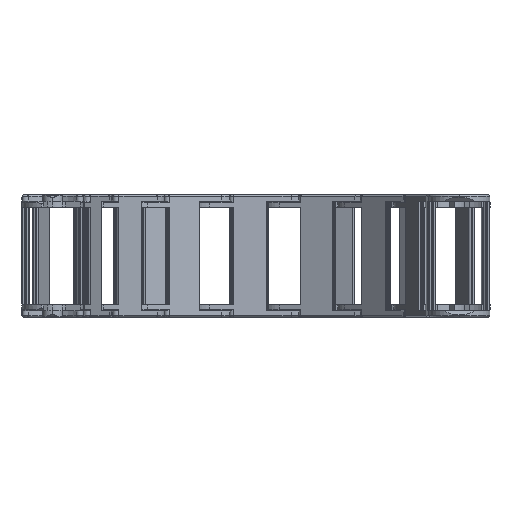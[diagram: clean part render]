
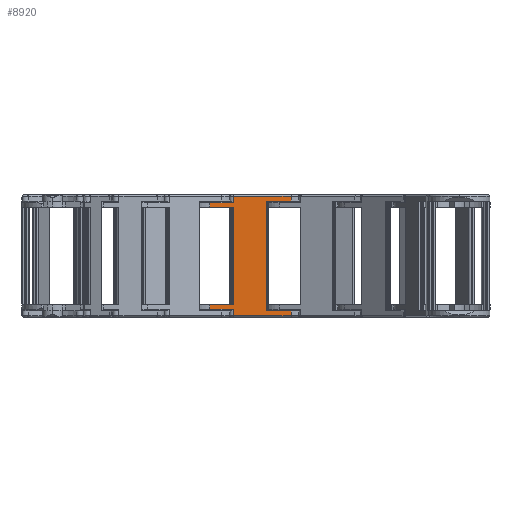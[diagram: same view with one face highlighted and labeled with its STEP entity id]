
A CAD part, left-side view. The second image highlights one B-rep face of the part: STEP entity #8920.
In plain terms, the highlighted face is planar.
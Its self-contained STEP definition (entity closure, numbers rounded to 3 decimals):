
#51 = EDGE_CURVE ( 'NONE', #7391, #1688, #6921, .T. ) ;
#80 = DIRECTION ( 'NONE',  ( -1., 0.016, 0.002 ) ) ;
#256 = LINE ( 'NONE', #635, #5863 ) ;
#514 = DIRECTION ( 'NONE',  ( -0.003, -0.052, -0.999 ) ) ;
#616 = EDGE_CURVE ( 'NONE', #8579, #4838, #1645, .T. ) ;
#632 = CARTESIAN_POINT ( 'NONE',  ( 67.951, -5.758, 2.96 ) ) ;
#635 = CARTESIAN_POINT ( 'NONE',  ( 51.401, -6.863, -23.223 ) ) ;
#649 = CARTESIAN_POINT ( 'NONE',  ( 79.468, -5.749, 6.683 ) ) ;
#672 = CARTESIAN_POINT ( 'NONE',  ( 79.458, -5.945, 2.938 ) ) ;
#683 = CARTESIAN_POINT ( 'NONE',  ( 67.808, -8.502, -49.468 ) ) ;
#774 = CARTESIAN_POINT ( 'NONE',  ( 67.951, -5.758, 2.96 ) ) ;
#786 = EDGE_CURVE ( 'NONE', #9030, #4736, #5992, .T. ) ;
#992 = EDGE_CURVE ( 'NONE', #4838, #7275, #4720, .T. ) ;
#1090 = EDGE_CURVE ( 'NONE', #9030, #8918, #256, .T. ) ;
#1135 = LINE ( 'NONE', #2741, #3774 ) ;
#1215 = DIRECTION ( 'NONE',  ( 0.003, 0.052, 0.999 ) ) ;
#1298 = ORIENTED_EDGE ( 'NONE', *, *, #51, .T. ) ;
#1376 = DIRECTION ( 'NONE',  ( -0.003, -0.052, -0.999 ) ) ;
#1406 = DIRECTION ( 'NONE',  ( -1., 0.016, 0.002 ) ) ;
#1421 = DIRECTION ( 'NONE',  ( 0.003, 0.052, 0.999 ) ) ;
#1469 = EDGE_CURVE ( 'NONE', #8918, #8468, #6290, .T. ) ;
#1572 = DIRECTION ( 'NONE',  ( -0.003, -0.052, -0.999 ) ) ;
#1619 = VERTEX_POINT ( 'NONE', #9520 ) ;
#1635 = VECTOR ( 'NONE', #3378, 1000. ) ;
#1645 = LINE ( 'NONE', #7427, #9263 ) ;
#1688 = VERTEX_POINT ( 'NONE', #774 ) ;
#1742 = CARTESIAN_POINT ( 'NONE',  ( 39.311, -8.197, -52.41 ) ) ;
#1877 = VERTEX_POINT ( 'NONE', #8237 ) ;
#1904 = EDGE_CURVE ( 'NONE', #3265, #1619, #2044, .T. ) ;
#1973 = ORIENTED_EDGE ( 'NONE', *, *, #6610, .T. ) ;
#2021 = CARTESIAN_POINT ( 'NONE',  ( 51.475, -5.452, 3.74 ) ) ;
#2044 = LINE ( 'NONE', #2344, #7327 ) ;
#2176 = ORIENTED_EDGE ( 'NONE', *, *, #8354, .F. ) ;
#2256 = ORIENTED_EDGE ( 'NONE', *, *, #1469, .T. ) ;
#2344 = CARTESIAN_POINT ( 'NONE',  ( 39.472, -5.139, 6.01 ) ) ;
#2564 = VECTOR ( 'NONE', #1406, 1000. ) ;
#2714 = VECTOR ( 'NONE', #4746, 1000. ) ;
#2741 = CARTESIAN_POINT ( 'NONE',  ( 67.888, -7.13, -23.254 ) ) ;
#3265 = VERTEX_POINT ( 'NONE', #5789 ) ;
#3312 = LINE ( 'NONE', #6638, #3417 ) ;
#3340 = ORIENTED_EDGE ( 'NONE', *, *, #6774, .F. ) ;
#3378 = DIRECTION ( 'NONE',  ( -1., 0.016, 0.002 ) ) ;
#3417 = VECTOR ( 'NONE', #8142, 1000. ) ;
#3544 = LINE ( 'NONE', #5812, #7224 ) ;
#3774 = VECTOR ( 'NONE', #4070, 1000. ) ;
#4070 = DIRECTION ( 'NONE',  ( 0.003, 0.052, 0.999 ) ) ;
#4153 = PLANE ( 'NONE',  #6074 ) ;
#4283 = CARTESIAN_POINT ( 'NONE',  ( 39.318, -8.079, -50.163 ) ) ;
#4352 = VERTEX_POINT ( 'NONE', #7654 ) ;
#4468 = VECTOR ( 'NONE', #1376, 1000. ) ;
#4469 = CARTESIAN_POINT ( 'NONE',  ( 79.46, -5.905, 3.687 ) ) ;
#4720 = LINE ( 'NONE', #9279, #1635 ) ;
#4736 = VERTEX_POINT ( 'NONE', #8817 ) ;
#4746 = DIRECTION ( 'NONE',  ( -1., 0.016, 0.002 ) ) ;
#4792 = LINE ( 'NONE', #5039, #7815 ) ;
#4838 = VERTEX_POINT ( 'NONE', #9395 ) ;
#4869 = EDGE_CURVE ( 'NONE', #6010, #1877, #8754, .T. ) ;
#4883 = DIRECTION ( 'NONE',  ( 0.016, 0.999, -0.052 ) ) ;
#5039 = CARTESIAN_POINT ( 'NONE',  ( 79.321, -8.571, -47.243 ) ) ;
#5098 = ORIENTED_EDGE ( 'NONE', *, *, #8373, .T. ) ;
#5161 = VERTEX_POINT ( 'NONE', #7724 ) ;
#5181 = ORIENTED_EDGE ( 'NONE', *, *, #5923, .T. ) ;
#5392 = ORIENTED_EDGE ( 'NONE', *, *, #1090, .T. ) ;
#5546 = CARTESIAN_POINT ( 'NONE',  ( 79.452, -6.062, 0.692 ) ) ;
#5573 = VECTOR ( 'NONE', #9421, 1000. ) ;
#5687 = DIRECTION ( 'NONE',  ( -0.003, -0.052, -0.999 ) ) ;
#5772 = CARTESIAN_POINT ( 'NONE',  ( 39.474, -5.1, 6.759 ) ) ;
#5789 = CARTESIAN_POINT ( 'NONE',  ( 67.96, -5.601, 5.956 ) ) ;
#5812 = CARTESIAN_POINT ( 'NONE',  ( 39.309, -8.236, -53.159 ) ) ;
#5813 = LINE ( 'NONE', #649, #5573 ) ;
#5863 = VECTOR ( 'NONE', #5687, 1000. ) ;
#5923 = EDGE_CURVE ( 'NONE', #1619, #4736, #6443, .T. ) ;
#5992 = LINE ( 'NONE', #4469, #2564 ) ;
#6010 = VERTEX_POINT ( 'NONE', #9525 ) ;
#6066 = VECTOR ( 'NONE', #9287, 1000. ) ;
#6074 = AXIS2_PLACEMENT_3D ( 'NONE', #7029, #4883, #514 ) ;
#6270 = ORIENTED_EDGE ( 'NONE', *, *, #992, .F. ) ;
#6290 = LINE ( 'NONE', #7816, #6066 ) ;
#6404 = DIRECTION ( 'NONE',  ( -1., 0.016, 0.002 ) ) ;
#6443 = LINE ( 'NONE', #5772, #4468 ) ;
#6466 = ORIENTED_EDGE ( 'NONE', *, *, #6685, .T. ) ;
#6607 = ORIENTED_EDGE ( 'NONE', *, *, #786, .F. ) ;
#6610 = EDGE_CURVE ( 'NONE', #1688, #3265, #3312, .T. ) ;
#6638 = CARTESIAN_POINT ( 'NONE',  ( 67.962, -5.562, 6.705 ) ) ;
#6685 = EDGE_CURVE ( 'NONE', #4352, #5161, #1135, .T. ) ;
#6774 = EDGE_CURVE ( 'NONE', #7275, #8468, #3544, .T. ) ;
#6838 = EDGE_CURVE ( 'NONE', #4352, #1877, #4792, .T. ) ;
#6921 = LINE ( 'NONE', #632, #9155 ) ;
#6931 = ORIENTED_EDGE ( 'NONE', *, *, #616, .F. ) ;
#6984 = CARTESIAN_POINT ( 'NONE',  ( 79.452, -6.062, 0.692 ) ) ;
#7029 = CARTESIAN_POINT ( 'NONE',  ( 79.386, -7.317, -23.276 ) ) ;
#7224 = VECTOR ( 'NONE', #1421, 1000. ) ;
#7275 = VERTEX_POINT ( 'NONE', #1742 ) ;
#7327 = VECTOR ( 'NONE', #80, 1000. ) ;
#7391 = VERTEX_POINT ( 'NONE', #672 ) ;
#7427 = CARTESIAN_POINT ( 'NONE',  ( 67.797, -8.698, -53.213 ) ) ;
#7561 = LINE ( 'NONE', #8467, #2714 ) ;
#7651 = VERTEX_POINT ( 'NONE', #6984 ) ;
#7654 = CARTESIAN_POINT ( 'NONE',  ( 67.822, -8.385, -47.221 ) ) ;
#7696 = DIRECTION ( 'NONE',  ( 1., -0.016, -0.002 ) ) ;
#7724 = CARTESIAN_POINT ( 'NONE',  ( 67.954, -5.876, 0.713 ) ) ;
#7786 = VECTOR ( 'NONE', #7696, 1000. ) ;
#7815 = VECTOR ( 'NONE', #8940, 1000. ) ;
#7816 = CARTESIAN_POINT ( 'NONE',  ( 79.312, -8.728, -50.239 ) ) ;
#7862 = EDGE_LOOP ( 'NONE', ( #6466, #5098, #8525, #1298, #1973, #8230, #5181, #6607, #5392, #2256, #3340, #6270, #6931, #2176, #9341, #8379 ) ) ;
#8142 = DIRECTION ( 'NONE',  ( 0.003, 0.052, 0.999 ) ) ;
#8230 = ORIENTED_EDGE ( 'NONE', *, *, #1904, .T. ) ;
#8237 = CARTESIAN_POINT ( 'NONE',  ( 79.321, -8.571, -47.243 ) ) ;
#8354 = EDGE_CURVE ( 'NONE', #6010, #8579, #7561, .T. ) ;
#8373 = EDGE_CURVE ( 'NONE', #5161, #7651, #9307, .T. ) ;
#8379 = ORIENTED_EDGE ( 'NONE', *, *, #6838, .F. ) ;
#8392 = FACE_OUTER_BOUND ( 'NONE', #7862, .T. ) ;
#8467 = CARTESIAN_POINT ( 'NONE',  ( 67.808, -8.502, -49.468 ) ) ;
#8468 = VERTEX_POINT ( 'NONE', #4283 ) ;
#8511 = EDGE_CURVE ( 'NONE', #7391, #7651, #5813, .T. ) ;
#8525 = ORIENTED_EDGE ( 'NONE', *, *, #8511, .F. ) ;
#8579 = VERTEX_POINT ( 'NONE', #683 ) ;
#8618 = CARTESIAN_POINT ( 'NONE',  ( 79.304, -8.885, -53.234 ) ) ;
#8754 = LINE ( 'NONE', #8618, #9099 ) ;
#8817 = CARTESIAN_POINT ( 'NONE',  ( 39.466, -5.257, 3.763 ) ) ;
#8918 = VERTEX_POINT ( 'NONE', #9314 ) ;
#8920 = ADVANCED_FACE ( 'NONE', ( #8392 ), #4153, .F. ) ;
#8940 = DIRECTION ( 'NONE',  ( 1., -0.016, -0.002 ) ) ;
#9030 = VERTEX_POINT ( 'NONE', #2021 ) ;
#9099 = VECTOR ( 'NONE', #1215, 1000. ) ;
#9155 = VECTOR ( 'NONE', #6404, 1000. ) ;
#9263 = VECTOR ( 'NONE', #1572, 1000. ) ;
#9279 = CARTESIAN_POINT ( 'NONE',  ( 39.311, -8.197, -52.41 ) ) ;
#9287 = DIRECTION ( 'NONE',  ( -1., 0.016, 0.002 ) ) ;
#9307 = LINE ( 'NONE', #5546, #7786 ) ;
#9314 = CARTESIAN_POINT ( 'NONE',  ( 51.327, -8.274, -50.186 ) ) ;
#9341 = ORIENTED_EDGE ( 'NONE', *, *, #4869, .T. ) ;
#9395 = CARTESIAN_POINT ( 'NONE',  ( 67.799, -8.659, -52.464 ) ) ;
#9421 = DIRECTION ( 'NONE',  ( -0.003, -0.052, -0.999 ) ) ;
#9520 = CARTESIAN_POINT ( 'NONE',  ( 39.472, -5.139, 6.01 ) ) ;
#9525 = CARTESIAN_POINT ( 'NONE',  ( 79.314, -8.689, -49.49 ) ) ;
